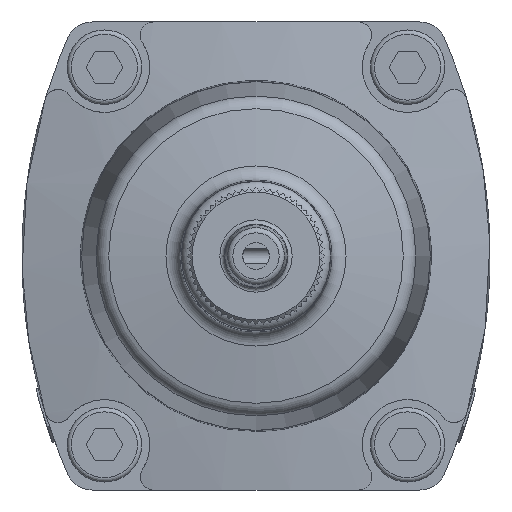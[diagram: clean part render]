
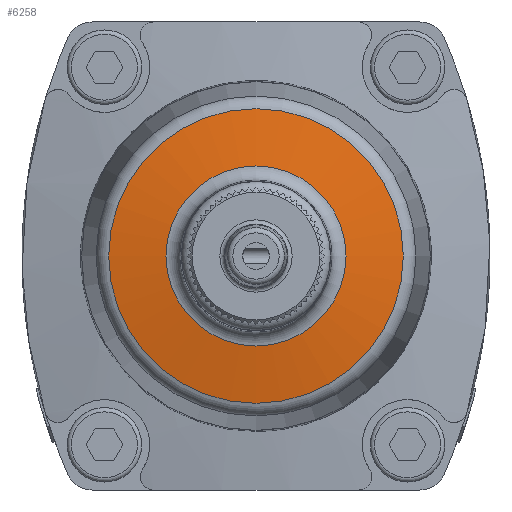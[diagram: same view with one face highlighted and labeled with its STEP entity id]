
A CAD part, front view. The second image highlights one B-rep face of the part: STEP entity #6258.
In plain terms, the highlighted toroidal (fillet/blend) face has major radius 1.329 mm and minor radius 63.5 mm.
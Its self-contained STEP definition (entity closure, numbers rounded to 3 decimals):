
#134=DEGENERATE_TOROIDAL_SURFACE('',#6802,1.33,63.5,
 .T.);
#1537=ORIENTED_EDGE('',*,*,#3265,.T.);
#1538=ORIENTED_EDGE('',*,*,#3266,.F.);
#3265=EDGE_CURVE('',#4129,#4129,#4675,.T.);
#3266=EDGE_CURVE('',#4130,#4130,#4676,.T.);
#4129=VERTEX_POINT('',#9646);
#4130=VERTEX_POINT('',#9649);
#4675=CIRCLE('',#6801,13.849);
#4676=CIRCLE('',#6803,8.466);
#4897=EDGE_LOOP('',(#1537));
#4898=EDGE_LOOP('',(#1538));
#5458=FACE_BOUND('',#4897,.T.);
#5459=FACE_BOUND('',#4898,.T.);
#6258=ADVANCED_FACE('',(#5458,#5459),#134,.T.);
#6801=AXIS2_PLACEMENT_3D('',#9645,#7640,#7641);
#6802=AXIS2_PLACEMENT_3D('',#9647,#7642,#7643);
#6803=AXIS2_PLACEMENT_3D('',#9648,#7644,#7645);
#7640=DIRECTION('',(0.,-1.,0.));
#7641=DIRECTION('',(0.,0.,-1.));
#7642=DIRECTION('',(0.,-1.,0.));
#7643=DIRECTION('',(0.,0.,-1.));
#7644=DIRECTION('',(0.,-1.,0.));
#7645=DIRECTION('',(0.,0.,-1.));
#9645=CARTESIAN_POINT('',(0.,-75.321,0.));
#9646=CARTESIAN_POINT('',(0.,-75.321,-13.849));
#9647=CARTESIAN_POINT('',(0.,-13.067,0.));
#9648=CARTESIAN_POINT('',(0.,-76.165,0.));
#9649=CARTESIAN_POINT('',(0.,-76.165,-8.466));
